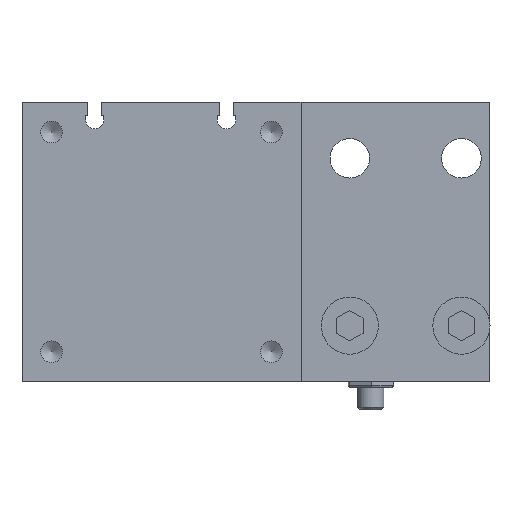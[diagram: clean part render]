
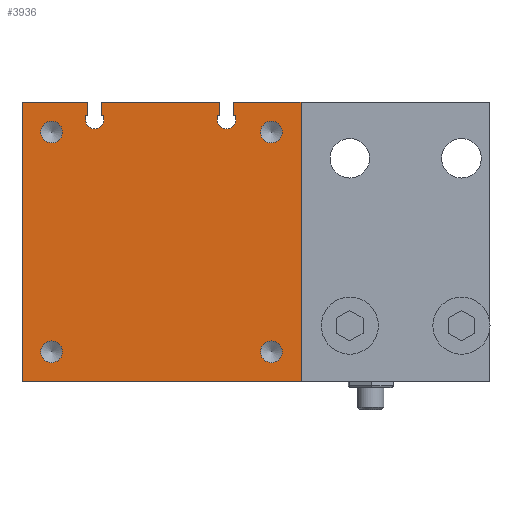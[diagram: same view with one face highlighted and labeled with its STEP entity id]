
A CAD part, left-side view. The second image highlights one B-rep face of the part: STEP entity #3936.
In plain terms, the highlighted planar face has unit normal (-1, 0, 0).
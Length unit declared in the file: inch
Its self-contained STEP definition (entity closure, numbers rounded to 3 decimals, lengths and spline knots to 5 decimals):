
#72=FACE_BOUND('',#683,.T.);
#73=FACE_BOUND('',#684,.T.);
#74=FACE_BOUND('',#685,.T.);
#75=FACE_BOUND('',#686,.T.);
#205=CIRCLE('',#4222,0.08268);
#207=CIRCLE('',#4232,0.08268);
#208=CIRCLE('',#4235,0.097);
#209=CIRCLE('',#4236,0.097);
#210=CIRCLE('',#4237,0.097);
#211=CIRCLE('',#4238,0.097);
#425=FACE_OUTER_BOUND('',#682,.T.);
#682=EDGE_LOOP('',(#2598,#2599,#2600,#2601,#2602,#2603,#2604,#2605,#2606,
#2607,#2608,#2609,#2610,#2611,#2612,#2613,#2614,#2615,#2616,#2617));
#683=EDGE_LOOP('',(#2618));
#684=EDGE_LOOP('',(#2619));
#685=EDGE_LOOP('',(#2620));
#686=EDGE_LOOP('',(#2621));
#1059=LINE('',#5776,#1382);
#1063=LINE('',#5785,#1386);
#1066=LINE('',#5791,#1389);
#1069=LINE('',#5797,#1392);
#1073=LINE('',#5809,#1396);
#1076=LINE('',#5813,#1399);
#1079=LINE('',#5821,#1402);
#1082=LINE('',#5827,#1405);
#1086=LINE('',#5836,#1409);
#1089=LINE('',#5842,#1412);
#1092=LINE('',#5848,#1415);
#1096=LINE('',#5858,#1419);
#1097=LINE('',#5860,#1420);
#1098=LINE('',#5862,#1421);
#1099=LINE('',#5864,#1422);
#1100=LINE('',#5866,#1423);
#1101=LINE('',#5868,#1424);
#1102=LINE('',#5869,#1425);
#1382=VECTOR('',#4631,0.11693);
#1386=VECTOR('',#4637,0.11693);
#1389=VECTOR('',#4642,0.02185);
#1392=VECTOR('',#4647,0.03819);
#1396=VECTOR('',#4659,0.03819);
#1399=VECTOR('',#4664,0.02185);
#1402=VECTOR('',#4669,0.02185);
#1405=VECTOR('',#4674,0.11693);
#1409=VECTOR('',#4680,0.11693);
#1412=VECTOR('',#4685,0.02185);
#1415=VECTOR('',#4690,0.03819);
#1419=VECTOR('',#4702,0.03819);
#1420=VECTOR('',#4705,1.05945);
#1421=VECTOR('',#4706,0.59055);
#1422=VECTOR('',#4707,2.5);
#1423=VECTOR('',#4708,2.5);
#1424=VECTOR('',#4709,2.5);
#1425=VECTOR('',#4710,0.60669);
#1705=VERTEX_POINT('',#5773);
#1706=VERTEX_POINT('',#5775);
#1709=VERTEX_POINT('',#5782);
#1710=VERTEX_POINT('',#5784);
#1712=VERTEX_POINT('',#5790);
#1714=VERTEX_POINT('',#5796);
#1716=VERTEX_POINT('',#5802);
#1718=VERTEX_POINT('',#5808);
#1721=VERTEX_POINT('',#5818);
#1722=VERTEX_POINT('',#5820);
#1724=VERTEX_POINT('',#5826);
#1727=VERTEX_POINT('',#5833);
#1728=VERTEX_POINT('',#5835);
#1730=VERTEX_POINT('',#5841);
#1732=VERTEX_POINT('',#5847);
#1734=VERTEX_POINT('',#5853);
#1735=VERTEX_POINT('',#5861);
#1736=VERTEX_POINT('',#5863);
#1737=VERTEX_POINT('',#5865);
#1738=VERTEX_POINT('',#5867);
#1739=VERTEX_POINT('',#5870);
#1740=VERTEX_POINT('',#5872);
#1741=VERTEX_POINT('',#5874);
#1742=VERTEX_POINT('',#5876);
#2059=EDGE_CURVE('',#1706,#1705,#1059,.T.);
#2063=EDGE_CURVE('',#1710,#1709,#1063,.T.);
#2066=EDGE_CURVE('',#1712,#1710,#1066,.T.);
#2069=EDGE_CURVE('',#1714,#1712,#1069,.T.);
#2072=EDGE_CURVE('',#1716,#1714,#205,.T.);
#2075=EDGE_CURVE('',#1718,#1716,#1073,.T.);
#2078=EDGE_CURVE('',#1705,#1718,#1076,.T.);
#2081=EDGE_CURVE('',#1722,#1721,#1079,.T.);
#2084=EDGE_CURVE('',#1724,#1722,#1082,.T.);
#2088=EDGE_CURVE('',#1728,#1727,#1086,.T.);
#2091=EDGE_CURVE('',#1730,#1728,#1089,.T.);
#2094=EDGE_CURVE('',#1732,#1730,#1092,.T.);
#2097=EDGE_CURVE('',#1734,#1732,#207,.T.);
#2100=EDGE_CURVE('',#1721,#1734,#1096,.T.);
#2101=EDGE_CURVE('',#1724,#1709,#1097,.T.);
#2102=EDGE_CURVE('',#1735,#1727,#1098,.T.);
#2103=EDGE_CURVE('',#1735,#1736,#1099,.T.);
#2104=EDGE_CURVE('',#1736,#1737,#1100,.T.);
#2105=EDGE_CURVE('',#1738,#1737,#1101,.T.);
#2106=EDGE_CURVE('',#1706,#1738,#1102,.T.);
#2107=EDGE_CURVE('',#1739,#1739,#208,.T.);
#2108=EDGE_CURVE('',#1740,#1740,#209,.T.);
#2109=EDGE_CURVE('',#1741,#1741,#210,.T.);
#2110=EDGE_CURVE('',#1742,#1742,#211,.T.);
#2598=ORIENTED_EDGE('',*,*,#2059,.T.);
#2599=ORIENTED_EDGE('',*,*,#2078,.T.);
#2600=ORIENTED_EDGE('',*,*,#2075,.T.);
#2601=ORIENTED_EDGE('',*,*,#2072,.T.);
#2602=ORIENTED_EDGE('',*,*,#2069,.T.);
#2603=ORIENTED_EDGE('',*,*,#2066,.T.);
#2604=ORIENTED_EDGE('',*,*,#2063,.T.);
#2605=ORIENTED_EDGE('',*,*,#2101,.F.);
#2606=ORIENTED_EDGE('',*,*,#2084,.T.);
#2607=ORIENTED_EDGE('',*,*,#2081,.T.);
#2608=ORIENTED_EDGE('',*,*,#2100,.T.);
#2609=ORIENTED_EDGE('',*,*,#2097,.T.);
#2610=ORIENTED_EDGE('',*,*,#2094,.T.);
#2611=ORIENTED_EDGE('',*,*,#2091,.T.);
#2612=ORIENTED_EDGE('',*,*,#2088,.T.);
#2613=ORIENTED_EDGE('',*,*,#2102,.F.);
#2614=ORIENTED_EDGE('',*,*,#2103,.T.);
#2615=ORIENTED_EDGE('',*,*,#2104,.T.);
#2616=ORIENTED_EDGE('',*,*,#2105,.F.);
#2617=ORIENTED_EDGE('',*,*,#2106,.F.);
#2618=ORIENTED_EDGE('',*,*,#2107,.T.);
#2619=ORIENTED_EDGE('',*,*,#2108,.T.);
#2620=ORIENTED_EDGE('',*,*,#2109,.T.);
#2621=ORIENTED_EDGE('',*,*,#2110,.T.);
#3524=PLANE('',#4234);
#3936=ADVANCED_FACE('',(#425,#72,#73,#74,#75),#3524,.T.);
#4222=AXIS2_PLACEMENT_3D('',#5803,#4653,#4654);
#4232=AXIS2_PLACEMENT_3D('',#5854,#4696,#4697);
#4234=AXIS2_PLACEMENT_3D('',#5859,#4703,#4704);
#4235=AXIS2_PLACEMENT_3D('',#5871,#4711,#4712);
#4236=AXIS2_PLACEMENT_3D('',#5873,#4713,#4714);
#4237=AXIS2_PLACEMENT_3D('',#5875,#4715,#4716);
#4238=AXIS2_PLACEMENT_3D('',#5877,#4717,#4718);
#4631=DIRECTION('',(0.,0.,-1.));
#4637=DIRECTION('',(0.,0.,1.));
#4642=DIRECTION('',(0.,-1.,0.));
#4647=DIRECTION('',(0.,0.,1.));
#4653=DIRECTION('center_axis',(1.,0.,0.));
#4654=DIRECTION('ref_axis',(0.,1.,0.));
#4659=DIRECTION('',(0.,0.,-1.));
#4664=DIRECTION('',(0.,-1.,0.));
#4669=DIRECTION('',(0.,-1.,0.));
#4674=DIRECTION('',(0.,0.,-1.));
#4680=DIRECTION('',(0.,0.,1.));
#4685=DIRECTION('',(0.,-1.,0.));
#4690=DIRECTION('',(0.,0.,1.));
#4696=DIRECTION('center_axis',(1.,0.,0.));
#4697=DIRECTION('ref_axis',(0.,1.,0.));
#4702=DIRECTION('',(0.,0.,-1.));
#4703=DIRECTION('center_axis',(-1.,0.,0.));
#4704=DIRECTION('ref_axis',(0.,0.,1.));
#4705=DIRECTION('',(0.,-1.,0.));
#4706=DIRECTION('',(0.,-1.,0.));
#4707=DIRECTION('',(0.,0.,-1.));
#4708=DIRECTION('',(0.,-1.,0.));
#4709=DIRECTION('',(0.,0.,-1.));
#4710=DIRECTION('',(0.,-1.,0.));
#4711=DIRECTION('center_axis',(1.,0.,0.));
#4712=DIRECTION('ref_axis',(0.,0.,
1.));
#4713=DIRECTION('center_axis',(1.,0.,0.));
#4714=DIRECTION('ref_axis',(0.,0.,
1.));
#4715=DIRECTION('center_axis',(1.,0.,0.));
#4716=DIRECTION('ref_axis',(0.,0.,
1.));
#4717=DIRECTION('center_axis',(1.,0.,0.));
#4718=DIRECTION('ref_axis',(0.,0.,
1.));
#5773=CARTESIAN_POINT('',(-6.09373,2.29419,1.50807));
#5775=CARTESIAN_POINT('',(-6.09373,2.29419,1.625));
#5776=CARTESIAN_POINT('',(-6.09373,2.29419,1.56654));
#5782=CARTESIAN_POINT('',(-6.09373,2.41585,1.625));
#5784=CARTESIAN_POINT('',(-6.09373,2.41585,1.50807));
#5785=CARTESIAN_POINT('',(-6.09373,2.41585,1.625));
#5790=CARTESIAN_POINT('',(-6.09373,2.4377,1.50807));
#5791=CARTESIAN_POINT('',(-6.09373,3.30167,1.50807));
#5796=CARTESIAN_POINT('',(-6.09373,2.4377,1.46988));
#5797=CARTESIAN_POINT('',(-6.09373,2.4377,1.56654));
#5802=CARTESIAN_POINT('',(-6.09373,2.27234,1.46988));
#5803=CARTESIAN_POINT('Origin',(-6.09373,2.35502,1.46988));
#5808=CARTESIAN_POINT('',(-6.09373,2.27234,1.50807));
#5809=CARTESIAN_POINT('',(-6.09373,2.27234,1.54744));
#5813=CARTESIAN_POINT('',(-6.09373,3.22992,1.50807));
#5818=CARTESIAN_POINT('',(-6.09373,3.45344,1.50807));
#5820=CARTESIAN_POINT('',(-6.09373,3.4753,1.50807));
#5821=CARTESIAN_POINT('',(-6.09373,3.82047,1.50807));
#5826=CARTESIAN_POINT('',(-6.09373,3.4753,1.625));
#5827=CARTESIAN_POINT('',(-6.09373,3.4753,1.56654));
#5833=CARTESIAN_POINT('',(-6.09373,3.59695,1.625));
#5835=CARTESIAN_POINT('',(-6.09373,3.59695,1.50807));
#5836=CARTESIAN_POINT('',(-6.09373,3.59695,1.625));
#5841=CARTESIAN_POINT('',(-6.09373,3.6188,1.50807));
#5842=CARTESIAN_POINT('',(-6.09373,3.89222,1.50807));
#5847=CARTESIAN_POINT('',(-6.09373,3.6188,1.46988));
#5848=CARTESIAN_POINT('',(-6.09373,3.6188,1.56654));
#5853=CARTESIAN_POINT('',(-6.09373,3.45344,1.46988));
#5854=CARTESIAN_POINT('Origin',(-6.09373,3.53612,1.46988));
#5858=CARTESIAN_POINT('',(-6.09373,3.45344,1.54744));
#5859=CARTESIAN_POINT('Origin',(-6.09373,4.1875,1.625));
#5860=CARTESIAN_POINT('',(-6.09373,4.1875,1.625));
#5861=CARTESIAN_POINT('',(-6.09373,4.1875,1.625));
#5862=CARTESIAN_POINT('',(-6.09373,4.1875,1.625));
#5863=CARTESIAN_POINT('',(-6.09373,4.1875,-0.875));
#5864=CARTESIAN_POINT('',(-6.09373,4.1875,1.625));
#5865=CARTESIAN_POINT('',(-6.09373,1.6875,-0.875));
#5866=CARTESIAN_POINT('',(-6.09373,4.1875,-0.875));
#5867=CARTESIAN_POINT('',(-6.09373,1.6875,1.625));
#5868=CARTESIAN_POINT('',(-6.09373,1.6875,1.625));
#5869=CARTESIAN_POINT('',(-6.09373,4.1875,1.625));
#5870=CARTESIAN_POINT('',(-6.09373,3.92175,1.45625));
#5871=CARTESIAN_POINT('Origin',(-6.09373,3.92175,1.35925));
#5872=CARTESIAN_POINT('',(-6.09373,1.95325,-0.51225));
#5873=CARTESIAN_POINT('Origin',(-6.09373,1.95325,-0.60925));
#5874=CARTESIAN_POINT('',(-6.09373,3.92175,-0.51225));
#5875=CARTESIAN_POINT('Origin',(-6.09373,3.92175,-0.60925));
#5876=CARTESIAN_POINT('',(-6.09373,1.95325,1.45625));
#5877=CARTESIAN_POINT('Origin',(-6.09373,1.95325,1.35925));
